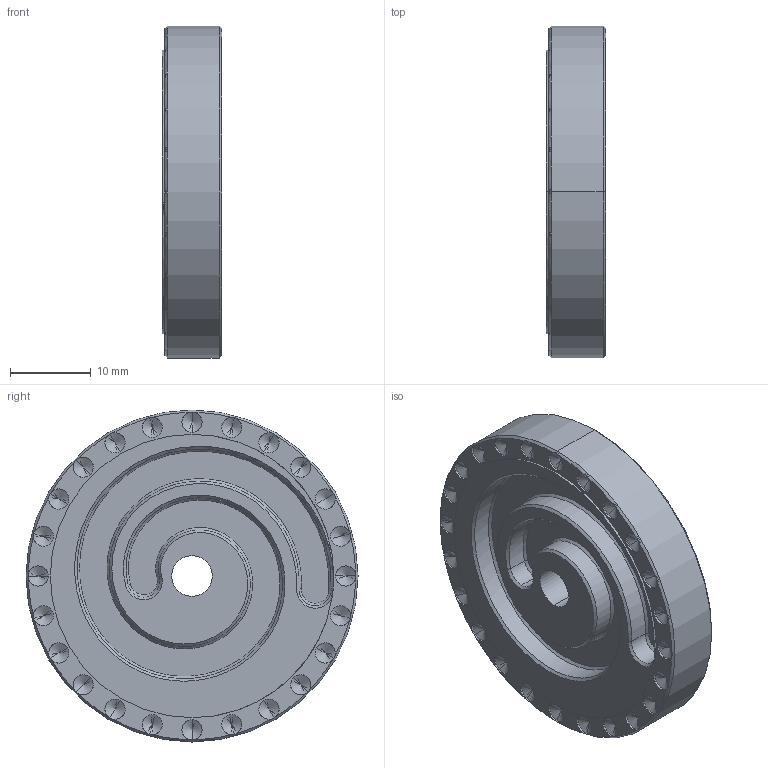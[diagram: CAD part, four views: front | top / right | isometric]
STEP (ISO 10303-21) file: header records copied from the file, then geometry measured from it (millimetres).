
FILE_DESCRIPTION (( 'STEP AP214' ), '1' );
FILE_NAME ('Spiral Cam one minute without knurl.STEP', '2023-08-18T05:43:41', ( '' ), ( '' ), 'SwSTEP 2.0', 'SolidWorks 2019', '' );
FILE_SCHEMA (( 'AUTOMOTIVE_DESIGN' ));
Length unit declared in the file: millimetre
Products named in the file (1): Spiral Cam one minute without knurl
Bounding box: 7.3 x 41 x 41 mm (x, y, z)
Volume: 7860.4 mm3; surface area: 4287.2 mm2
Topology: 1 solids, 1 shells, 127 faces, 380 edges, 209 vertices
Faces by surface type: cylinder 59, cone 57, bspline 6, plane 5
Entity records: 7883 total; most frequent: CARTESIAN_POINT 4742, ORIENTED_EDGE 664, DIRECTION 661, EDGE_CURVE 332, AXIS2_PLACEMENT_3D 272, VERTEX_POINT 209, CIRCLE 150, EDGE_LOOP 131
